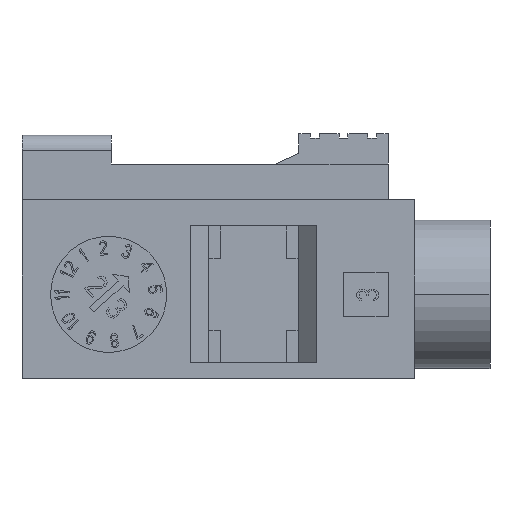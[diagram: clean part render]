
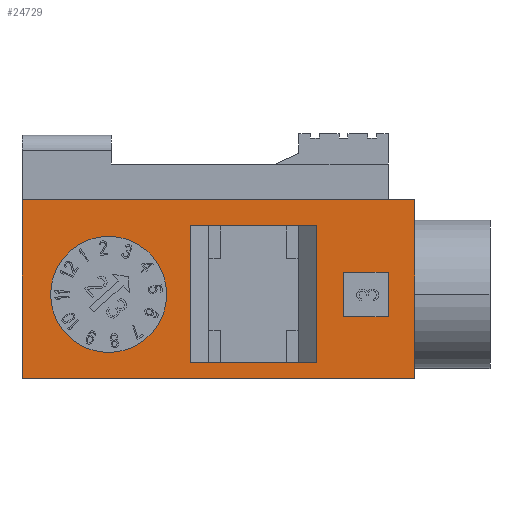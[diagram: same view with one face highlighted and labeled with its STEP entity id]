
A CAD part, front view. The second image highlights one B-rep face of the part: STEP entity #24729.
In plain terms, the highlighted planar face has unit normal (0, -1, 0).
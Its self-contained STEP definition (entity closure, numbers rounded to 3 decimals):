
#6687=DIRECTION('',(0.,0.,-1.));
#6688=VECTOR('',#6687,7.67);
#6689=CARTESIAN_POINT('',(5.34,-4.75,3.835));
#6690=LINE('',#6689,#6688);
#6694=DIRECTION('',(0.,0.,-1.));
#6695=VECTOR('',#6694,7.67);
#6696=CARTESIAN_POINT('',(12.37,-4.75,3.835));
#6697=LINE('',#6696,#6695);
#6701=DIRECTION('',(0.,0.,1.));
#6702=VECTOR('',#6701,10.);
#6703=CARTESIAN_POINT('',(17.9,-4.75,-4.7));
#6704=LINE('',#6703,#6702);
#6708=DIRECTION('',(1.,0.,0.));
#6709=VECTOR('',#6708,22.);
#6710=CARTESIAN_POINT('',(-4.1,-4.75,5.3));
#6711=LINE('',#6710,#6709);
#6715=CARTESIAN_POINT('',(0.75,-4.75,0.));
#6716=DIRECTION('',(0.,-1.,0.));
#6717=DIRECTION('',(1.,0.,0.));
#6718=AXIS2_PLACEMENT_3D('',#6715,#6716,#6717);
#6723=CARTESIAN_POINT('',(0.75,-4.75,0.));
#6724=DIRECTION('',(0.,-1.,0.));
#6725=DIRECTION('',(-1.,0.,0.));
#6726=AXIS2_PLACEMENT_3D('',#6723,#6724,#6725);
#6731=DIRECTION('',(-1.,0.,0.));
#6732=VECTOR('',#6731,2.5);
#6733=CARTESIAN_POINT('',(16.4,-4.75,1.25));
#6734=LINE('',#6733,#6732);
#6738=DIRECTION('',(0.,0.,-1.));
#6739=VECTOR('',#6738,2.5);
#6740=CARTESIAN_POINT('',(13.9,-4.75,1.25));
#6741=LINE('',#6740,#6739);
#6745=DIRECTION('',(1.,0.,0.));
#6746=VECTOR('',#6745,2.5);
#6747=CARTESIAN_POINT('',(13.9,-4.75,-1.25));
#6748=LINE('',#6747,#6746);
#6752=DIRECTION('',(0.,0.,1.));
#6753=VECTOR('',#6752,2.5);
#6754=CARTESIAN_POINT('',(16.4,-4.75,-1.25));
#6755=LINE('',#6754,#6753);
#6780=DIRECTION('',(1.,0.,0.));
#6781=VECTOR('',#6780,7.03);
#6782=CARTESIAN_POINT('',(5.34,-4.75,3.835));
#6783=LINE('',#6782,#6781);
#7327=DIRECTION('',(0.,0.,-1.));
#7328=VECTOR('',#7327,10.);
#7329=CARTESIAN_POINT('',(-4.1,-4.75,5.3));
#7330=LINE('',#7329,#7328);
#9070=DIRECTION('',(-1.,0.,0.));
#9071=VECTOR('',#9070,7.03);
#9072=CARTESIAN_POINT('',(12.37,-4.75,-3.835));
#9073=LINE('',#9072,#9071);
#9373=DIRECTION('',(1.,0.,0.));
#9374=VECTOR('',#9373,22.);
#9375=CARTESIAN_POINT('',(-4.1,-4.75,-4.7));
#9376=LINE('',#9375,#9374);
#21814=CARTESIAN_POINT('',(-4.1,-4.75,5.3));
#21815=CARTESIAN_POINT('',(-4.1,-4.75,-4.7));
#21816=VERTEX_POINT('',#21814);
#21817=VERTEX_POINT('',#21815);
#22220=CARTESIAN_POINT('',(12.37,-4.75,3.835));
#22221=CARTESIAN_POINT('',(12.37,-4.75,-3.835));
#22222=VERTEX_POINT('',#22220);
#22223=VERTEX_POINT('',#22221);
#22224=CARTESIAN_POINT('',(5.34,-4.75,3.835));
#22225=CARTESIAN_POINT('',(5.34,-4.75,-3.835));
#22226=VERTEX_POINT('',#22224);
#22227=VERTEX_POINT('',#22225);
#22296=CARTESIAN_POINT('',(17.9,-4.75,-4.7));
#22297=CARTESIAN_POINT('',(17.9,-4.75,5.3));
#22298=VERTEX_POINT('',#22296);
#22299=VERTEX_POINT('',#22297);
#22324=CARTESIAN_POINT('',(4.,-4.75,0.));
#22325=CARTESIAN_POINT('',(-2.5,-4.75,0.));
#22326=VERTEX_POINT('',#22324);
#22327=VERTEX_POINT('',#22325);
#22328=CARTESIAN_POINT('',(16.4,-4.75,1.25));
#22329=CARTESIAN_POINT('',(13.9,-4.75,1.25));
#22330=VERTEX_POINT('',#22328);
#22331=VERTEX_POINT('',#22329);
#22332=CARTESIAN_POINT('',(13.9,-4.75,-1.25));
#22333=VERTEX_POINT('',#22332);
#22334=CARTESIAN_POINT('',(16.4,-4.75,-1.25));
#22335=VERTEX_POINT('',#22334);
#24688=CARTESIAN_POINT('',(0.,-4.75,0.));
#24689=DIRECTION('',(0.,1.,0.));
#24690=DIRECTION('',(-1.,0.,0.));
#24691=AXIS2_PLACEMENT_3D('',#24688,#24689,#24690);
#24692=PLANE('',#24691);
#24694=ORIENTED_EDGE('',*,*,#24693,.F.);
#24696=ORIENTED_EDGE('',*,*,#24695,.F.);
#24698=ORIENTED_EDGE('',*,*,#24697,.F.);
#24700=ORIENTED_EDGE('',*,*,#24699,.T.);
#24701=EDGE_LOOP('',(#24694,#24696,#24698,#24700));
#24702=FACE_OUTER_BOUND('',#24701,.F.);
#24704=ORIENTED_EDGE('',*,*,#24703,.F.);
#24706=ORIENTED_EDGE('',*,*,#24705,.T.);
#24708=ORIENTED_EDGE('',*,*,#24707,.F.);
#24710=ORIENTED_EDGE('',*,*,#24709,.F.);
#24711=EDGE_LOOP('',(#24704,#24706,#24708,#24710));
#24712=FACE_BOUND('',#24711,.F.);
#24714=ORIENTED_EDGE('',*,*,#24713,.T.);
#24716=ORIENTED_EDGE('',*,*,#24715,.T.);
#24717=EDGE_LOOP('',(#24714,#24716));
#24718=FACE_BOUND('',#24717,.F.);
#24720=ORIENTED_EDGE('',*,*,#24719,.T.);
#24722=ORIENTED_EDGE('',*,*,#24721,.T.);
#24724=ORIENTED_EDGE('',*,*,#24723,.T.);
#24726=ORIENTED_EDGE('',*,*,#24725,.T.);
#24727=EDGE_LOOP('',(#24720,#24722,#24724,#24726));
#24728=FACE_BOUND('',#24727,.F.);
#6719=CIRCLE('',#6718,3.25);
#6727=CIRCLE('',#6726,3.25);
#24693=EDGE_CURVE('',#22298,#22299,#6704,.T.);
#24695=EDGE_CURVE('',#21817,#22298,#9376,.T.);
#24697=EDGE_CURVE('',#21816,#21817,#7330,.T.);
#24699=EDGE_CURVE('',#21816,#22299,#6711,.T.);
#24703=EDGE_CURVE('',#22226,#22222,#6783,.T.);
#24705=EDGE_CURVE('',#22226,#22227,#6690,.T.);
#24707=EDGE_CURVE('',#22223,#22227,#9073,.T.);
#24709=EDGE_CURVE('',#22222,#22223,#6697,.T.);
#24713=EDGE_CURVE('',#22326,#22327,#6719,.T.);
#24715=EDGE_CURVE('',#22327,#22326,#6727,.T.);
#24719=EDGE_CURVE('',#22330,#22331,#6734,.T.);
#24721=EDGE_CURVE('',#22331,#22333,#6741,.T.);
#24723=EDGE_CURVE('',#22333,#22335,#6748,.T.);
#24725=EDGE_CURVE('',#22335,#22330,#6755,.T.);
#24729=ADVANCED_FACE('',(#24702,#24712,#24718,#24728),#24692,.F.);
